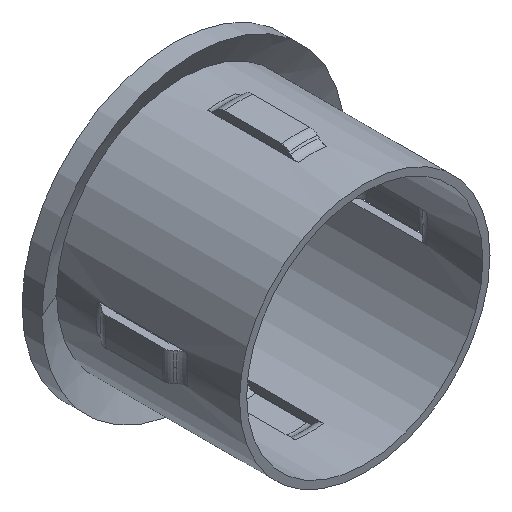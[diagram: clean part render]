
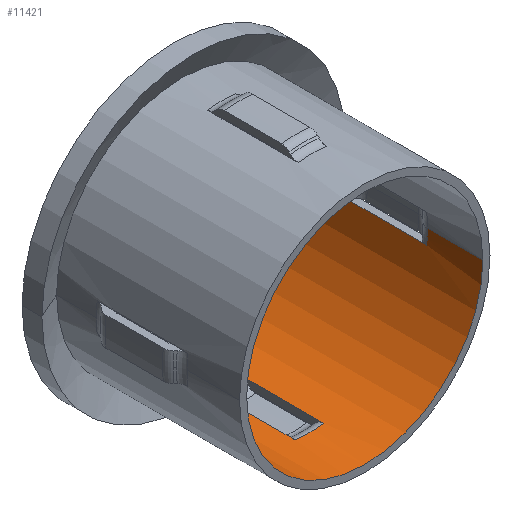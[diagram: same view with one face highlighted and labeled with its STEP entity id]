
A CAD part, isometric view. The second image highlights one B-rep face of the part: STEP entity #11421.
In plain terms, the highlighted cylindrical face has radius 16.5 mm (diameter 33 mm), a partial arc.
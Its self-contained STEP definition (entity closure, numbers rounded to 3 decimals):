
#12 = VERTEX_POINT ( 'NONE', #3354 ) ;
#38 = CARTESIAN_POINT ( 'NONE',  ( 0., 19.586, 0. ) ) ;
#255 = CIRCLE ( 'NONE', #8368, 16.5 ) ;
#284 = EDGE_CURVE ( 'NONE', #11477, #6481, #12557, .T. ) ;
#295 = VERTEX_POINT ( 'NONE', #10692 ) ;
#405 = CARTESIAN_POINT ( 'NONE',  ( 0., 0., 0. ) ) ;
#419 = VECTOR ( 'NONE', #961, 1000. ) ;
#506 = CIRCLE ( 'NONE', #11703, 16.5 ) ;
#574 = EDGE_LOOP ( 'NONE', ( #9777, #9440, #11373, #5184, #7619, #11444, #6469, #6543, #11996, #9902, #8427, #12076 ) ) ;
#756 = CIRCLE ( 'NONE', #13063, 16.5 ) ;
#822 = VECTOR ( 'NONE', #1492, 1000. ) ;
#865 = CARTESIAN_POINT ( 'NONE',  ( -16.5, 28.9, 0. ) ) ;
#882 = VERTEX_POINT ( 'NONE', #9909 ) ;
#946 = VERTEX_POINT ( 'NONE', #6666 ) ;
#961 = DIRECTION ( 'NONE',  ( 0., -1., 0. ) ) ;
#1112 = CARTESIAN_POINT ( 'NONE',  ( -16.5, 25.942, 0. ) ) ;
#1224 = DIRECTION ( 'NONE',  ( 0., -1., 0. ) ) ;
#1381 = DIRECTION ( 'NONE',  ( 0., -1., 0. ) ) ;
#1397 = CARTESIAN_POINT ( 'NONE',  ( 16.5, 28.9, 0. ) ) ;
#1492 = DIRECTION ( 'NONE',  ( 0., -1., 0. ) ) ;
#1761 = LINE ( 'NONE', #14028, #419 ) ;
#1794 = CARTESIAN_POINT ( 'NONE',  ( -2., 7.729, -16.378 ) ) ;
#1843 = CIRCLE ( 'NONE', #5578, 16.5 ) ;
#2016 = DIRECTION ( 'NONE',  ( 0., -1., 0. ) ) ;
#2118 = CIRCLE ( 'NONE', #5851, 16.5 ) ;
#2158 = EDGE_CURVE ( 'NONE', #13812, #11477, #756, .T. ) ;
#2466 = DIRECTION ( 'NONE',  ( 1., 0., 0. ) ) ;
#2508 = ORIENTED_EDGE ( 'NONE', *, *, #11610, .F. ) ;
#2512 = CARTESIAN_POINT ( 'NONE',  ( 16.378, 20., -2. ) ) ;
#2743 = EDGE_CURVE ( 'NONE', #8679, #295, #3722, .T. ) ;
#3134 = EDGE_LOOP ( 'NONE', ( #2508, #3777, #8882, #5344 ) ) ;
#3354 = CARTESIAN_POINT ( 'NONE',  ( 16.378, 19.586, -2. ) ) ;
#3538 = EDGE_CURVE ( 'NONE', #882, #946, #1843, .T. ) ;
#3546 = DIRECTION ( 'NONE',  ( 1., 0., 0. ) ) ;
#3630 = DIRECTION ( 'NONE',  ( 0., -1., 0. ) ) ;
#3661 = DIRECTION ( 'NONE',  ( 0., -1., 0. ) ) ;
#3714 = AXIS2_PLACEMENT_3D ( 'NONE', #13385, #11301, #4793 ) ;
#3722 = LINE ( 'NONE', #8973, #822 ) ;
#3777 = ORIENTED_EDGE ( 'NONE', *, *, #8872, .F. ) ;
#3821 = VECTOR ( 'NONE', #2016, 1000. ) ;
#3872 = CARTESIAN_POINT ( 'NONE',  ( 0., 7.729, 0. ) ) ;
#3907 = VERTEX_POINT ( 'NONE', #1112 ) ;
#4484 = EDGE_CURVE ( 'NONE', #3907, #4766, #8594, .T. ) ;
#4577 = CARTESIAN_POINT ( 'NONE',  ( 0., 7.729, 0. ) ) ;
#4620 = DIRECTION ( 'NONE',  ( 0., -1., 0. ) ) ;
#4661 = EDGE_CURVE ( 'NONE', #13561, #8822, #1761, .T. ) ;
#4725 = LINE ( 'NONE', #13278, #7288 ) ;
#4766 = VERTEX_POINT ( 'NONE', #10912 ) ;
#4793 = DIRECTION ( 'NONE',  ( 1., 0., 0. ) ) ;
#4848 = CARTESIAN_POINT ( 'NONE',  ( 2., 7.729, -16.378 ) ) ;
#4914 = AXIS2_PLACEMENT_3D ( 'NONE', #5990, #10303, #5937 ) ;
#5023 = DIRECTION ( 'NONE',  ( 0., -1., 0. ) ) ;
#5043 = CIRCLE ( 'NONE', #4914, 16.5 ) ;
#5151 = CARTESIAN_POINT ( 'NONE',  ( -16.5, 7.729, 0. ) ) ;
#5152 = EDGE_CURVE ( 'NONE', #12, #9769, #506, .T. ) ;
#5184 = ORIENTED_EDGE ( 'NONE', *, *, #2743, .T. ) ;
#5344 = ORIENTED_EDGE ( 'NONE', *, *, #284, .T. ) ;
#5446 = DIRECTION ( 'NONE',  ( 1., 0., 0. ) ) ;
#5453 = AXIS2_PLACEMENT_3D ( 'NONE', #9156, #1381, #11172 ) ;
#5561 = EDGE_CURVE ( 'NONE', #12, #882, #13259, .T. ) ;
#5578 = AXIS2_PLACEMENT_3D ( 'NONE', #4577, #7944, #2466 ) ;
#5670 = DIRECTION ( 'NONE',  ( 0., -1., 0. ) ) ;
#5725 = CYLINDRICAL_SURFACE ( 'NONE', #5453, 16.5 ) ;
#5833 = CARTESIAN_POINT ( 'NONE',  ( 0., 19.586, 0. ) ) ;
#5851 = AXIS2_PLACEMENT_3D ( 'NONE', #11129, #4620, #10129 ) ;
#5937 = DIRECTION ( 'NONE',  ( 1., 0., 0. ) ) ;
#5990 = CARTESIAN_POINT ( 'NONE',  ( 0., 19.586, 0. ) ) ;
#6062 = LINE ( 'NONE', #1397, #12671 ) ;
#6366 = EDGE_CURVE ( 'NONE', #8822, #9127, #6985, .T. ) ;
#6469 = ORIENTED_EDGE ( 'NONE', *, *, #6366, .T. ) ;
#6481 = VERTEX_POINT ( 'NONE', #4848 ) ;
#6543 = ORIENTED_EDGE ( 'NONE', *, *, #8498, .F. ) ;
#6666 = CARTESIAN_POINT ( 'NONE',  ( 16.5, 7.729, 0. ) ) ;
#6985 = CIRCLE ( 'NONE', #13415, 16.5 ) ;
#7020 = DIRECTION ( 'NONE',  ( 0., -1., 0. ) ) ;
#7216 = VERTEX_POINT ( 'NONE', #1794 ) ;
#7288 = VECTOR ( 'NONE', #3630, 1000. ) ;
#7619 = ORIENTED_EDGE ( 'NONE', *, *, #11427, .F. ) ;
#7921 = FACE_BOUND ( 'NONE', #3134, .T. ) ;
#7944 = DIRECTION ( 'NONE',  ( 0., -1., 0. ) ) ;
#7954 = CARTESIAN_POINT ( 'NONE',  ( 16.5, 25.942, 0. ) ) ;
#8112 = DIRECTION ( 'NONE',  ( 1., 0., 0. ) ) ;
#8368 = AXIS2_PLACEMENT_3D ( 'NONE', #3872, #5023, #8112 ) ;
#8427 = ORIENTED_EDGE ( 'NONE', *, *, #5152, .T. ) ;
#8498 = EDGE_CURVE ( 'NONE', #946, #9127, #4725, .T. ) ;
#8594 = LINE ( 'NONE', #865, #3821 ) ;
#8679 = VERTEX_POINT ( 'NONE', #10255 ) ;
#8822 = VERTEX_POINT ( 'NONE', #13129 ) ;
#8872 = EDGE_CURVE ( 'NONE', #13812, #7216, #11014, .T. ) ;
#8882 = ORIENTED_EDGE ( 'NONE', *, *, #2158, .T. ) ;
#8973 = CARTESIAN_POINT ( 'NONE',  ( -16.378, 20., -2. ) ) ;
#9127 = VERTEX_POINT ( 'NONE', #10608 ) ;
#9138 = VECTOR ( 'NONE', #3661, 1000. ) ;
#9156 = CARTESIAN_POINT ( 'NONE',  ( 0., 28.9, 0. ) ) ;
#9291 = FACE_OUTER_BOUND ( 'NONE', #574, .T. ) ;
#9440 = ORIENTED_EDGE ( 'NONE', *, *, #4484, .T. ) ;
#9769 = VERTEX_POINT ( 'NONE', #14083 ) ;
#9777 = ORIENTED_EDGE ( 'NONE', *, *, #11994, .F. ) ;
#9902 = ORIENTED_EDGE ( 'NONE', *, *, #5561, .F. ) ;
#9909 = CARTESIAN_POINT ( 'NONE',  ( 16.378, 7.729, -2. ) ) ;
#10129 = DIRECTION ( 'NONE',  ( 1., 0., 0. ) ) ;
#10187 = CARTESIAN_POINT ( 'NONE',  ( -2., 20., -16.378 ) ) ;
#10255 = CARTESIAN_POINT ( 'NONE',  ( -16.378, 19.586, -2. ) ) ;
#10303 = DIRECTION ( 'NONE',  ( 0., -1., 0. ) ) ;
#10310 = DIRECTION ( 'NONE',  ( 0., -1., 0. ) ) ;
#10378 = VECTOR ( 'NONE', #5670, 1000. ) ;
#10608 = CARTESIAN_POINT ( 'NONE',  ( 16.5, 0., 0. ) ) ;
#10692 = CARTESIAN_POINT ( 'NONE',  ( -16.378, 7.729, -2. ) ) ;
#10912 = CARTESIAN_POINT ( 'NONE',  ( -16.5, 19.586, 0. ) ) ;
#11014 = LINE ( 'NONE', #10187, #9138 ) ;
#11129 = CARTESIAN_POINT ( 'NONE',  ( 0., 25.942, 0. ) ) ;
#11172 = DIRECTION ( 'NONE',  ( 1., 0., 0. ) ) ;
#11301 = DIRECTION ( 'NONE',  ( 0., -1., 0. ) ) ;
#11373 = ORIENTED_EDGE ( 'NONE', *, *, #11581, .T. ) ;
#11421 = ADVANCED_FACE ( 'NONE', ( #7921, #9291 ), #5725, .F. ) ;
#11427 = EDGE_CURVE ( 'NONE', #13561, #295, #12192, .T. ) ;
#11444 = ORIENTED_EDGE ( 'NONE', *, *, #4661, .T. ) ;
#11477 = VERTEX_POINT ( 'NONE', #12213 ) ;
#11581 = EDGE_CURVE ( 'NONE', #4766, #8679, #5043, .T. ) ;
#11610 = EDGE_CURVE ( 'NONE', #7216, #6481, #255, .T. ) ;
#11703 = AXIS2_PLACEMENT_3D ( 'NONE', #5833, #13470, #13376 ) ;
#11994 = EDGE_CURVE ( 'NONE', #3907, #13279, #2118, .T. ) ;
#11996 = ORIENTED_EDGE ( 'NONE', *, *, #3538, .F. ) ;
#12076 = ORIENTED_EDGE ( 'NONE', *, *, #12090, .F. ) ;
#12090 = EDGE_CURVE ( 'NONE', #13279, #9769, #6062, .T. ) ;
#12192 = CIRCLE ( 'NONE', #3714, 16.5 ) ;
#12213 = CARTESIAN_POINT ( 'NONE',  ( 2., 19.586, -16.378 ) ) ;
#12414 = DIRECTION ( 'NONE',  ( 0., -1., 0. ) ) ;
#12557 = LINE ( 'NONE', #13580, #13723 ) ;
#12671 = VECTOR ( 'NONE', #7020, 1000. ) ;
#13063 = AXIS2_PLACEMENT_3D ( 'NONE', #38, #1224, #5446 ) ;
#13129 = CARTESIAN_POINT ( 'NONE',  ( -16.5, 0., 0. ) ) ;
#13259 = LINE ( 'NONE', #2512, #10378 ) ;
#13278 = CARTESIAN_POINT ( 'NONE',  ( 16.5, 28.9, 0. ) ) ;
#13279 = VERTEX_POINT ( 'NONE', #7954 ) ;
#13376 = DIRECTION ( 'NONE',  ( 1., 0., 0. ) ) ;
#13385 = CARTESIAN_POINT ( 'NONE',  ( 0., 7.729, 0. ) ) ;
#13415 = AXIS2_PLACEMENT_3D ( 'NONE', #405, #12414, #3546 ) ;
#13470 = DIRECTION ( 'NONE',  ( 0., -1., 0. ) ) ;
#13561 = VERTEX_POINT ( 'NONE', #5151 ) ;
#13580 = CARTESIAN_POINT ( 'NONE',  ( 2., 20., -16.378 ) ) ;
#13723 = VECTOR ( 'NONE', #10310, 1000. ) ;
#13812 = VERTEX_POINT ( 'NONE', #14047 ) ;
#14028 = CARTESIAN_POINT ( 'NONE',  ( -16.5, 28.9, 0. ) ) ;
#14047 = CARTESIAN_POINT ( 'NONE',  ( -2., 19.586, -16.378 ) ) ;
#14083 = CARTESIAN_POINT ( 'NONE',  ( 16.5, 19.586, 0. ) ) ;
